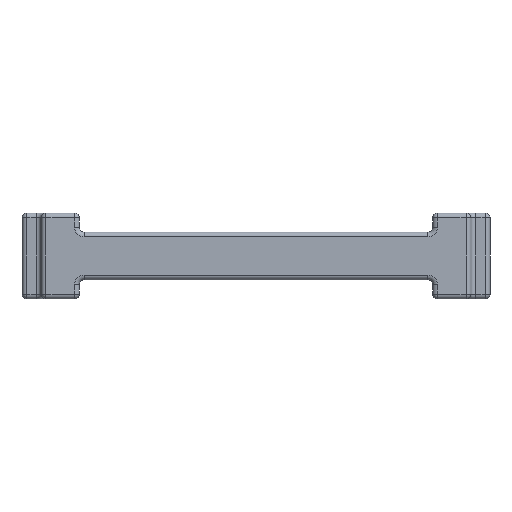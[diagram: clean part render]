
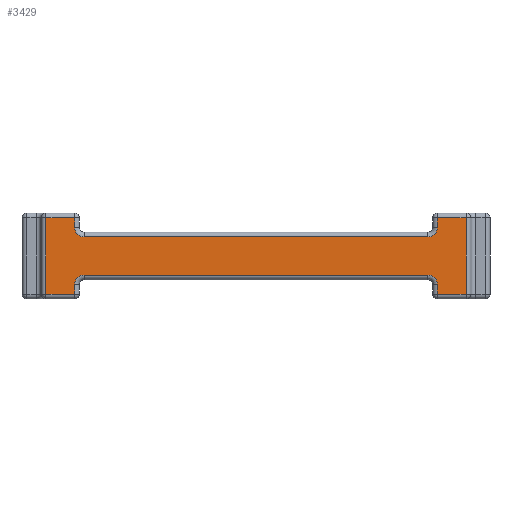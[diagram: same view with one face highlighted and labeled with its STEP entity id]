
A CAD part, front view. The second image highlights one B-rep face of the part: STEP entity #3429.
In plain terms, the highlighted planar face has unit normal (0, -1, 0).
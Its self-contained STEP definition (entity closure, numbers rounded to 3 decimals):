
#265=CARTESIAN_POINT('Vertex',(22.,-16.,-4.)) ;
#272=CARTESIAN_POINT('Vertex',(22.,-16.,4.)) ;
#275=CARTESIAN_POINT('Line Origine',(22.,-16.,0.)) ;
#1049=CARTESIAN_POINT('Line Origine',(21.5,-16.,-4.)) ;
#1053=CARTESIAN_POINT('Vertex',(19.,-16.,-4.)) ;
#1489=CARTESIAN_POINT('Line Origine',(19.,-16.,0.)) ;
#1493=CARTESIAN_POINT('Vertex',(19.,-16.,-3.)) ;
#1518=CARTESIAN_POINT('Axis2P3D Location',(18.,-16.,-3.)) ;
#1522=CARTESIAN_POINT('Vertex',(18.,-16.,-2.)) ;
#1542=CARTESIAN_POINT('Line Origine',(-0.25,-16.,-2.)) ;
#1546=CARTESIAN_POINT('Vertex',(-18.,-16.,-2.)) ;
#1566=CARTESIAN_POINT('Axis2P3D Location',(-18.,-16.,-3.)) ;
#1570=CARTESIAN_POINT('Vertex',(-19.,-16.,-3.)) ;
#1590=CARTESIAN_POINT('Line Origine',(-19.,-16.,0.)) ;
#1594=CARTESIAN_POINT('Vertex',(-19.,-16.,-4.)) ;
#1635=CARTESIAN_POINT('Line Origine',(21.5,-16.,4.)) ;
#1639=CARTESIAN_POINT('Vertex',(19.,-16.,4.)) ;
#1823=CARTESIAN_POINT('Vertex',(18.,-16.,2.)) ;
#1830=CARTESIAN_POINT('Vertex',(-18.,-16.,2.)) ;
#1833=CARTESIAN_POINT('Line Origine',(2.85,-16.,2.)) ;
#1854=CARTESIAN_POINT('Vertex',(-19.,-16.,3.)) ;
#1857=CARTESIAN_POINT('Axis2P3D Location',(-18.,-16.,3.)) ;
#1885=CARTESIAN_POINT('Vertex',(-19.,-16.,4.)) ;
#1888=CARTESIAN_POINT('Line Origine',(-19.,-16.,0.25)) ;
#2191=CARTESIAN_POINT('Vertex',(19.,-16.,3.)) ;
#2194=CARTESIAN_POINT('Line Origine',(19.,-16.,0.25)) ;
#2211=CARTESIAN_POINT('Axis2P3D Location',(18.,-16.,3.)) ;
#3351=CARTESIAN_POINT('Line Origine',(-21.25,-16.,-4.)) ;
#3355=CARTESIAN_POINT('Vertex',(-22.,-16.,-4.)) ;
#3375=CARTESIAN_POINT('Line Origine',(-21.5,-16.,4.)) ;
#3379=CARTESIAN_POINT('Vertex',(-22.,-16.,4.)) ;
#3401=CARTESIAN_POINT('Axis2P3D Location',(-22.5,-16.,0.)) ;
#3406=CARTESIAN_POINT('Line Origine',(-22.,-16.,0.)) ;
#276=DIRECTION('Vector Direction',(0.,0.,1.)) ;
#1050=DIRECTION('Vector Direction',(1.,0.,0.)) ;
#1490=DIRECTION('Vector Direction',(0.,0.,-1.)) ;
#1519=DIRECTION('Axis2P3D Direction',(0.,-1.,-0.)) ;
#1543=DIRECTION('Vector Direction',(1.,0.,0.)) ;
#1567=DIRECTION('Axis2P3D Direction',(0.,-1.,-0.)) ;
#1591=DIRECTION('Vector Direction',(0.,0.,1.)) ;
#1636=DIRECTION('Vector Direction',(1.,0.,0.)) ;
#1834=DIRECTION('Vector Direction',(-1.,0.,0.)) ;
#1858=DIRECTION('Axis2P3D Direction',(0.,-1.,0.)) ;
#1889=DIRECTION('Vector Direction',(0.,0.,-1.)) ;
#2195=DIRECTION('Vector Direction',(0.,0.,1.)) ;
#2212=DIRECTION('Axis2P3D Direction',(-0.,-1.,0.)) ;
#3352=DIRECTION('Vector Direction',(1.,0.,0.)) ;
#3376=DIRECTION('Vector Direction',(1.,0.,0.)) ;
#3402=DIRECTION('Axis2P3D Direction',(0.,-1.,0.)) ;
#3403=DIRECTION('Axis2P3D XDirection',(1.,0.,0.)) ;
#3407=DIRECTION('Vector Direction',(0.,0.,1.)) ;
#1520=AXIS2_PLACEMENT_3D('Circle Axis2P3D',#1518,#1519,$) ;
#1568=AXIS2_PLACEMENT_3D('Circle Axis2P3D',#1566,#1567,$) ;
#1859=AXIS2_PLACEMENT_3D('Circle Axis2P3D',#1857,#1858,$) ;
#2213=AXIS2_PLACEMENT_3D('Circle Axis2P3D',#2211,#2212,$) ;
#3404=AXIS2_PLACEMENT_3D('Plane Axis2P3D',#3401,#3402,#3403) ;
#3412=ORIENTED_EDGE('',*,*,#3357,.T.) ;
#3413=ORIENTED_EDGE('',*,*,#1596,.F.) ;
#3414=ORIENTED_EDGE('',*,*,#1572,.F.) ;
#3415=ORIENTED_EDGE('',*,*,#1548,.F.) ;
#3416=ORIENTED_EDGE('',*,*,#1524,.F.) ;
#3417=ORIENTED_EDGE('',*,*,#1495,.F.) ;
#3418=ORIENTED_EDGE('',*,*,#1055,.T.) ;
#3419=ORIENTED_EDGE('',*,*,#279,.T.) ;
#3420=ORIENTED_EDGE('',*,*,#1641,.F.) ;
#3421=ORIENTED_EDGE('',*,*,#2198,.T.) ;
#3422=ORIENTED_EDGE('',*,*,#2215,.T.) ;
#3423=ORIENTED_EDGE('',*,*,#1837,.T.) ;
#3424=ORIENTED_EDGE('',*,*,#1861,.T.) ;
#3425=ORIENTED_EDGE('',*,*,#1892,.T.) ;
#3426=ORIENTED_EDGE('',*,*,#3381,.F.) ;
#3427=ORIENTED_EDGE('',*,*,#3410,.F.) ;
#277=VECTOR('Line Direction',#276,1.) ;
#1051=VECTOR('Line Direction',#1050,1.) ;
#1491=VECTOR('Line Direction',#1490,1.) ;
#1544=VECTOR('Line Direction',#1543,1.) ;
#1592=VECTOR('Line Direction',#1591,1.) ;
#1637=VECTOR('Line Direction',#1636,1.) ;
#1835=VECTOR('Line Direction',#1834,1.) ;
#1890=VECTOR('Line Direction',#1889,1.) ;
#2196=VECTOR('Line Direction',#2195,1.) ;
#3353=VECTOR('Line Direction',#3352,1.) ;
#3377=VECTOR('Line Direction',#3376,1.) ;
#3408=VECTOR('Line Direction',#3407,1.) ;
#3429=ADVANCED_FACE('PartBody',(#3428),#3405,.T.) ;
#1521=CIRCLE('generated circle',#1520,1.) ;
#1569=CIRCLE('generated circle',#1568,1.) ;
#1860=CIRCLE('generated circle',#1859,1.) ;
#2214=CIRCLE('generated circle',#2213,1.) ;
#279=EDGE_CURVE('',#266,#273,#278,.T.) ;
#1055=EDGE_CURVE('',#1054,#266,#1052,.T.) ;
#1495=EDGE_CURVE('',#1054,#1494,#1492,.F.) ;
#1524=EDGE_CURVE('',#1494,#1523,#1521,.T.) ;
#1548=EDGE_CURVE('',#1523,#1547,#1545,.F.) ;
#1572=EDGE_CURVE('',#1547,#1571,#1569,.T.) ;
#1596=EDGE_CURVE('',#1571,#1595,#1593,.F.) ;
#1641=EDGE_CURVE('',#1640,#273,#1638,.T.) ;
#1837=EDGE_CURVE('',#1824,#1831,#1836,.T.) ;
#1861=EDGE_CURVE('',#1831,#1855,#1860,.F.) ;
#1892=EDGE_CURVE('',#1855,#1886,#1891,.F.) ;
#2198=EDGE_CURVE('',#1640,#2192,#2197,.F.) ;
#2215=EDGE_CURVE('',#2192,#1824,#2214,.F.) ;
#3357=EDGE_CURVE('',#3356,#1595,#3354,.T.) ;
#3381=EDGE_CURVE('',#3380,#1886,#3378,.T.) ;
#3410=EDGE_CURVE('',#3356,#3380,#3409,.T.) ;
#3411=EDGE_LOOP('',(#3412,#3413,#3414,#3415,#3416,#3417,#3418,#3419,#3420,#3421,#3422,#3423,#3424,#3425,#3426,#3427)) ;
#3428=FACE_OUTER_BOUND('',#3411,.T.) ;
#278=LINE('Line',#275,#277) ;
#1052=LINE('Line',#1049,#1051) ;
#1492=LINE('Line',#1489,#1491) ;
#1545=LINE('Line',#1542,#1544) ;
#1593=LINE('Line',#1590,#1592) ;
#1638=LINE('Line',#1635,#1637) ;
#1836=LINE('Line',#1833,#1835) ;
#1891=LINE('Line',#1888,#1890) ;
#2197=LINE('Line',#2194,#2196) ;
#3354=LINE('Line',#3351,#3353) ;
#3378=LINE('Line',#3375,#3377) ;
#3409=LINE('Line',#3406,#3408) ;
#3405=PLANE('Plane',#3404) ;
#266=VERTEX_POINT('',#265) ;
#273=VERTEX_POINT('',#272) ;
#1054=VERTEX_POINT('',#1053) ;
#1494=VERTEX_POINT('',#1493) ;
#1523=VERTEX_POINT('',#1522) ;
#1547=VERTEX_POINT('',#1546) ;
#1571=VERTEX_POINT('',#1570) ;
#1595=VERTEX_POINT('',#1594) ;
#1640=VERTEX_POINT('',#1639) ;
#1824=VERTEX_POINT('',#1823) ;
#1831=VERTEX_POINT('',#1830) ;
#1855=VERTEX_POINT('',#1854) ;
#1886=VERTEX_POINT('',#1885) ;
#2192=VERTEX_POINT('',#2191) ;
#3356=VERTEX_POINT('',#3355) ;
#3380=VERTEX_POINT('',#3379) ;
